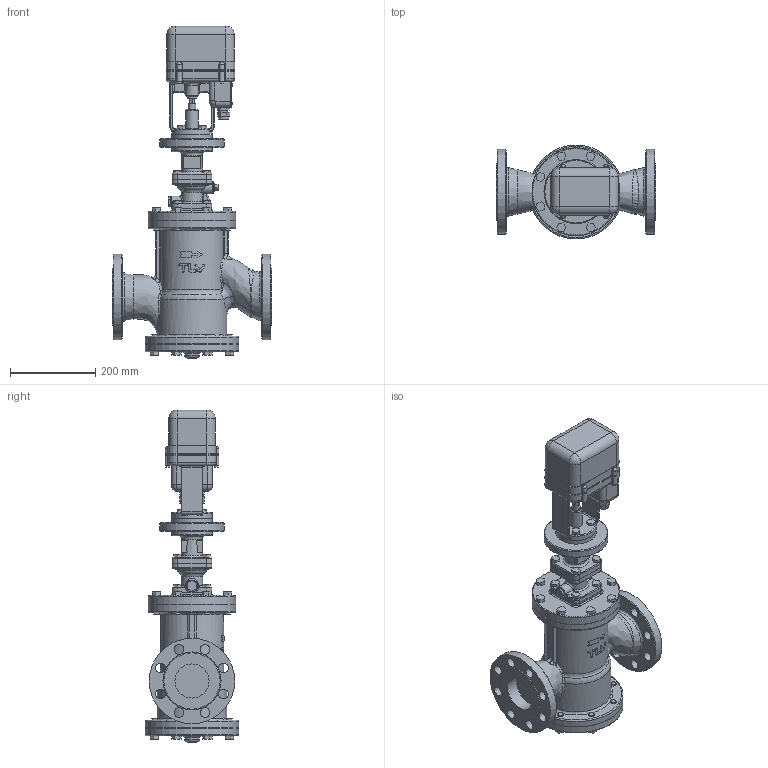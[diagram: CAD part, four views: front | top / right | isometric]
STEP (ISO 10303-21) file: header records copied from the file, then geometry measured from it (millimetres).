
FILE_DESCRIPTION(/* description */ (''),/* implementation_level */ '2;1');
FILE_NAME(/* name */ 'ccr16-080-jis16-00.stp',/* time_stamp */ '2018-01-29T10:07:05+09:00',/* author */ ('nakaot'),/* organization */ (''),/* preprocessor_version */ 'ST-DEVELOPER v15.6',/* originating_system */ 'Autodesk Inventor 2015',/* authorisation */ '');
FILE_SCHEMA (('CONFIG_CONTROL_DESIGN'));
Length unit declared in the file: millimetre
Products named in the file (1): ccr16-080-jis16-00
Bounding box: 374 x 220 x 778 mm (x, y, z)
Volume: 13849111.3 mm3; surface area: 911691.4 mm2
Topology: 1 solids, 1 shells, 1080 faces, 2667 edges, 1668 vertices
Faces by surface type: plane 571, cylinder 303, bspline 94, torus 92, sphere 12, cone 8
Full cylindrical faces by diameter (mm): 5.5 x4, 5.9 x4, 6 x4, 10 x12, 12 x32, 17 x1, 18 x1, 20 x2, 21 x1, 21.819 x1, 23 x17, 24 x2, 30 x2, 32 x1, 34 x1, 35.809 x1, 45.543 x1, 62.635 x1, 69.584 x1, 80 x2, 95 x3, 135.233 x1, 150 x1, 162.771 x1, 200 x2, 206 x2, 220 x2
Entity records: 36606 total; most frequent: CARTESIAN_POINT 11959, DIRECTION 4973, ORIENTED_EDGE 4954, EDGE_CURVE 2477, AXIS2_PLACEMENT_3D 1810, VERTEX_POINT 1639, EDGE_LOOP 1396, LINE 1353
